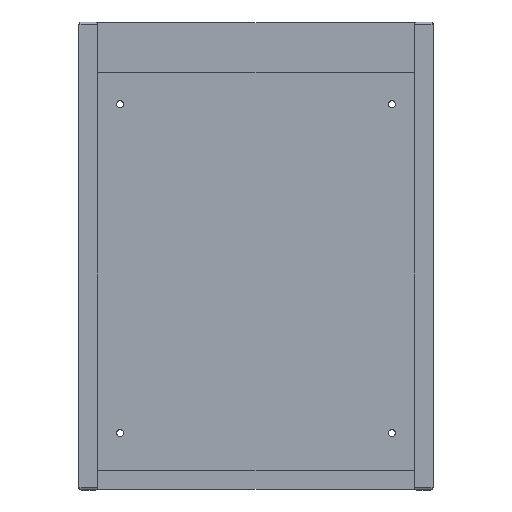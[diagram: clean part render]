
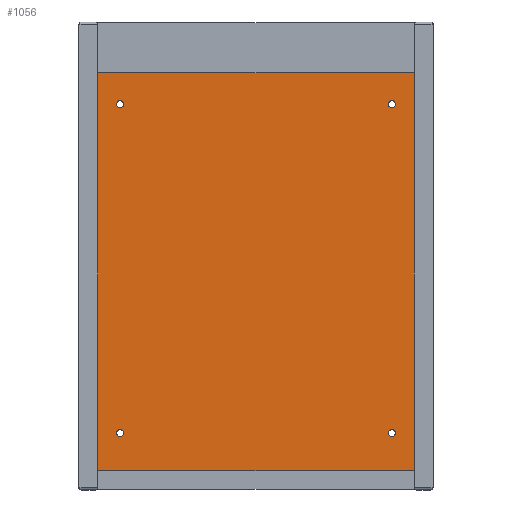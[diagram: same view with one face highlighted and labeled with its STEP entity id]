
A CAD part, top view. The second image highlights one B-rep face of the part: STEP entity #1056.
In plain terms, the highlighted planar face has unit normal (0, 0, 1).
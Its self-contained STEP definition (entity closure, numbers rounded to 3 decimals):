
#3 = LINE ( 'NONE', #942, #924 ) ;
#15 = VERTEX_POINT ( 'NONE', #24 ) ;
#19 = FACE_BOUND ( 'NONE', #645, .T. ) ;
#24 = CARTESIAN_POINT ( 'NONE',  ( -110.25, -127.5, 2. ) ) ;
#25 = CARTESIAN_POINT ( 'NONE',  ( 0., -157.5, 2. ) ) ;
#56 = AXIS2_PLACEMENT_3D ( 'NONE', #303, #724, #1667 ) ;
#85 = EDGE_CURVE ( 'NONE', #604, #1077, #1703, .T. ) ;
#96 = CARTESIAN_POINT ( 'NONE',  ( -107.5, 132.5, 2. ) ) ;
#111 = EDGE_CURVE ( 'NONE', #1327, #648, #462, .T. ) ;
#144 = EDGE_CURVE ( 'NONE', #246, #15, #1280, .T. ) ;
#147 = ORIENTED_EDGE ( 'NONE', *, *, #542, .T. ) ;
#158 = VERTEX_POINT ( 'NONE', #1242 ) ;
#160 = ORIENTED_EDGE ( 'NONE', *, *, #972, .T. ) ;
#162 = DIRECTION ( 'NONE',  ( 0., 0., -1. ) ) ;
#176 = VECTOR ( 'NONE', #822, 1000. ) ;
#192 = AXIS2_PLACEMENT_3D ( 'NONE', #591, #1514, #1520 ) ;
#198 = EDGE_LOOP ( 'NONE', ( #1541, #894 ) ) ;
#228 = EDGE_LOOP ( 'NONE', ( #418, #269 ) ) ;
#235 = DIRECTION ( 'NONE',  ( 0., 0., -1. ) ) ;
#246 = VERTEX_POINT ( 'NONE', #748 ) ;
#250 = AXIS2_PLACEMENT_3D ( 'NONE', #714, #858, #450 ) ;
#269 = ORIENTED_EDGE ( 'NONE', *, *, #307, .T. ) ;
#280 = CARTESIAN_POINT ( 'NONE',  ( 107.5, -127.5, 2. ) ) ;
#303 = CARTESIAN_POINT ( 'NONE',  ( 0., 0., 2. ) ) ;
#307 = EDGE_CURVE ( 'NONE', #927, #1659, #1006, .T. ) ;
#308 = LINE ( 'NONE', #25, #176 ) ;
#331 = CARTESIAN_POINT ( 'NONE',  ( 110.25, 132.5, 2. ) ) ;
#351 = DIRECTION ( 'NONE',  ( -1., 0., 0. ) ) ;
#365 = EDGE_CURVE ( 'NONE', #996, #610, #3, .T. ) ;
#375 = EDGE_CURVE ( 'NONE', #1052, #996, #308, .T. ) ;
#398 = CARTESIAN_POINT ( 'NONE',  ( 104.75, -127.5, 2. ) ) ;
#406 = DIRECTION ( 'NONE',  ( 0., 0., -1. ) ) ;
#410 = EDGE_CURVE ( 'NONE', #158, #1052, #1166, .T. ) ;
#415 = CARTESIAN_POINT ( 'NONE',  ( -104.75, 132.5, 2. ) ) ;
#418 = ORIENTED_EDGE ( 'NONE', *, *, #938, .T. ) ;
#447 = AXIS2_PLACEMENT_3D ( 'NONE', #96, #235, #351 ) ;
#450 = DIRECTION ( 'NONE',  ( -1., 0., 0. ) ) ;
#454 = CARTESIAN_POINT ( 'NONE',  ( 104.75, 132.5, 2. ) ) ;
#462 = CIRCLE ( 'NONE', #1475, 2.75 ) ;
#470 = CARTESIAN_POINT ( 'NONE',  ( -107.5, -127.5, 2. ) ) ;
#501 = AXIS2_PLACEMENT_3D ( 'NONE', #1664, #1247, #590 ) ;
#542 = EDGE_CURVE ( 'NONE', #1077, #604, #1275, .T. ) ;
#547 = CARTESIAN_POINT ( 'NONE',  ( 107.5, 132.5, 2. ) ) ;
#556 = EDGE_LOOP ( 'NONE', ( #147, #557 ) ) ;
#557 = ORIENTED_EDGE ( 'NONE', *, *, #85, .T. ) ;
#581 = EDGE_LOOP ( 'NONE', ( #1442, #612, #990, #1722 ) ) ;
#590 = DIRECTION ( 'NONE',  ( -1., 0., 0. ) ) ;
#591 = CARTESIAN_POINT ( 'NONE',  ( 107.5, 132.5, 2. ) ) ;
#604 = VERTEX_POINT ( 'NONE', #331 ) ;
#610 = VERTEX_POINT ( 'NONE', #1264 ) ;
#612 = ORIENTED_EDGE ( 'NONE', *, *, #365, .T. ) ;
#645 = EDGE_LOOP ( 'NONE', ( #160, #1059 ) ) ;
#648 = VERTEX_POINT ( 'NONE', #746 ) ;
#673 = DIRECTION ( 'NONE',  ( 0., 0., -1. ) ) ;
#703 = VECTOR ( 'NONE', #1652, 1000. ) ;
#714 = CARTESIAN_POINT ( 'NONE',  ( -107.5, -127.5, 2. ) ) ;
#724 = DIRECTION ( 'NONE',  ( 0., 0., 1. ) ) ;
#746 = CARTESIAN_POINT ( 'NONE',  ( 110.25, -127.5, 2. ) ) ;
#748 = CARTESIAN_POINT ( 'NONE',  ( -104.75, -127.5, 2. ) ) ;
#802 = CIRCLE ( 'NONE', #501, 2.75 ) ;
#822 = DIRECTION ( 'NONE',  ( 1., 0., 0. ) ) ;
#845 = AXIS2_PLACEMENT_3D ( 'NONE', #547, #673, #1618 ) ;
#856 = CARTESIAN_POINT ( 'NONE',  ( -125., 0., 2. ) ) ;
#857 = FACE_OUTER_BOUND ( 'NONE', #581, .T. ) ;
#858 = DIRECTION ( 'NONE',  ( 0., 0., -1. ) ) ;
#863 = CARTESIAN_POINT ( 'NONE',  ( 125., -157.5, 2. ) ) ;
#889 = EDGE_CURVE ( 'NONE', #610, #158, #1238, .T. ) ;
#894 = ORIENTED_EDGE ( 'NONE', *, *, #1205, .T. ) ;
#924 = VECTOR ( 'NONE', #1080, 1000. ) ;
#927 = VERTEX_POINT ( 'NONE', #415 ) ;
#938 = EDGE_CURVE ( 'NONE', #1659, #927, #802, .T. ) ;
#942 = CARTESIAN_POINT ( 'NONE',  ( 125., 0., 2. ) ) ;
#954 = CARTESIAN_POINT ( 'NONE',  ( 107.5, -127.5, 2. ) ) ;
#955 = AXIS2_PLACEMENT_3D ( 'NONE', #470, #1540, #1676 ) ;
#972 = EDGE_CURVE ( 'NONE', #15, #246, #1561, .T. ) ;
#990 = ORIENTED_EDGE ( 'NONE', *, *, #889, .T. ) ;
#996 = VERTEX_POINT ( 'NONE', #863 ) ;
#1006 = CIRCLE ( 'NONE', #447, 2.75 ) ;
#1052 = VERTEX_POINT ( 'NONE', #1634 ) ;
#1056 = ADVANCED_FACE ( 'NONE', ( #19, #1203, #1222, #1143, #857 ), #1502, .T. ) ;
#1059 = ORIENTED_EDGE ( 'NONE', *, *, #144, .T. ) ;
#1077 = VERTEX_POINT ( 'NONE', #454 ) ;
#1080 = DIRECTION ( 'NONE',  ( 0., 1., 0. ) ) ;
#1133 = CARTESIAN_POINT ( 'NONE',  ( -110.25, 132.5, 2. ) ) ;
#1143 = FACE_BOUND ( 'NONE', #198, .T. ) ;
#1160 = CIRCLE ( 'NONE', #1698, 2.75 ) ;
#1165 = CARTESIAN_POINT ( 'NONE',  ( 0., 157.5, 2. ) ) ;
#1166 = LINE ( 'NONE', #856, #703 ) ;
#1203 = FACE_BOUND ( 'NONE', #228, .T. ) ;
#1205 = EDGE_CURVE ( 'NONE', #648, #1327, #1160, .T. ) ;
#1222 = FACE_BOUND ( 'NONE', #556, .T. ) ;
#1238 = LINE ( 'NONE', #1165, #1261 ) ;
#1242 = CARTESIAN_POINT ( 'NONE',  ( -125., 157.5, 2. ) ) ;
#1247 = DIRECTION ( 'NONE',  ( 0., 0., -1. ) ) ;
#1261 = VECTOR ( 'NONE', #1306, 1000. ) ;
#1264 = CARTESIAN_POINT ( 'NONE',  ( 125., 157.5, 2. ) ) ;
#1275 = CIRCLE ( 'NONE', #192, 2.75 ) ;
#1280 = CIRCLE ( 'NONE', #250, 2.75 ) ;
#1306 = DIRECTION ( 'NONE',  ( -1., 0., 0. ) ) ;
#1327 = VERTEX_POINT ( 'NONE', #398 ) ;
#1368 = DIRECTION ( 'NONE',  ( -1., 0., 0. ) ) ;
#1442 = ORIENTED_EDGE ( 'NONE', *, *, #375, .T. ) ;
#1475 = AXIS2_PLACEMENT_3D ( 'NONE', #280, #406, #1504 ) ;
#1502 = PLANE ( 'NONE',  #56 ) ;
#1504 = DIRECTION ( 'NONE',  ( -1., 0., 0. ) ) ;
#1514 = DIRECTION ( 'NONE',  ( 0., 0., -1. ) ) ;
#1520 = DIRECTION ( 'NONE',  ( -1., 0., 0. ) ) ;
#1540 = DIRECTION ( 'NONE',  ( 0., 0., -1. ) ) ;
#1541 = ORIENTED_EDGE ( 'NONE', *, *, #111, .T. ) ;
#1561 = CIRCLE ( 'NONE', #955, 2.75 ) ;
#1618 = DIRECTION ( 'NONE',  ( -1., 0., 0. ) ) ;
#1634 = CARTESIAN_POINT ( 'NONE',  ( -125., -157.5, 2. ) ) ;
#1652 = DIRECTION ( 'NONE',  ( 0., -1., 0. ) ) ;
#1659 = VERTEX_POINT ( 'NONE', #1133 ) ;
#1664 = CARTESIAN_POINT ( 'NONE',  ( -107.5, 132.5, 2. ) ) ;
#1667 = DIRECTION ( 'NONE',  ( 1., 0., 0. ) ) ;
#1676 = DIRECTION ( 'NONE',  ( -1., 0., 0. ) ) ;
#1698 = AXIS2_PLACEMENT_3D ( 'NONE', #954, #162, #1368 ) ;
#1703 = CIRCLE ( 'NONE', #845, 2.75 ) ;
#1722 = ORIENTED_EDGE ( 'NONE', *, *, #410, .T. ) ;
